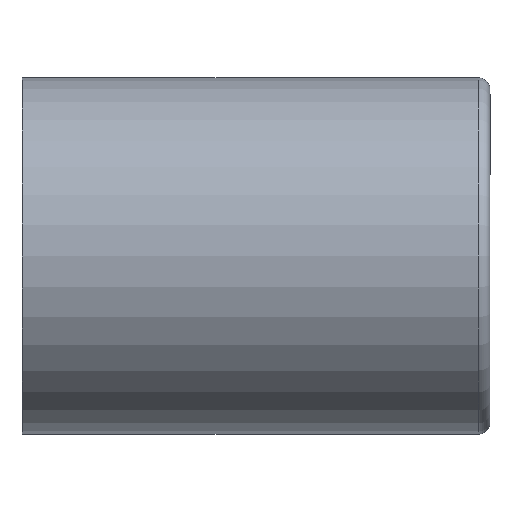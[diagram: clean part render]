
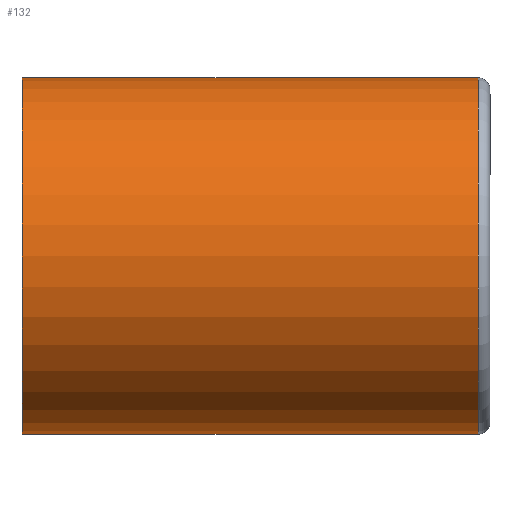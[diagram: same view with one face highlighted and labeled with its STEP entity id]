
A CAD part, front view. The second image highlights one B-rep face of the part: STEP entity #132.
In plain terms, the highlighted cylindrical face has radius 15 mm (diameter 30 mm), a partial arc.
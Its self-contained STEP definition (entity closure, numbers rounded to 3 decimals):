
#14 = VECTOR ( 'NONE', #143, 1000. ) ;
#31 = DIRECTION ( 'NONE',  ( 0., 0., 1. ) ) ;
#72 = CIRCLE ( 'NONE', #644, 15. ) ;
#80 = CARTESIAN_POINT ( 'NONE',  ( -9.05, 0., 0. ) ) ;
#83 = VECTOR ( 'NONE', #1104, 1000. ) ;
#100 = CARTESIAN_POINT ( 'NONE',  ( -36.499, 0., -15. ) ) ;
#125 = DIRECTION ( 'NONE',  ( 1., 0., 0. ) ) ;
#132 = ADVANCED_FACE ( 'NONE', ( #1478 ), #403, .T. ) ;
#143 = DIRECTION ( 'NONE',  ( -1., 0., 0. ) ) ;
#198 = EDGE_CURVE ( 'NONE', #983, #577, #302, .T. ) ;
#245 = ORIENTED_EDGE ( 'NONE', *, *, #708, .T. ) ;
#259 = AXIS2_PLACEMENT_3D ( 'NONE', #858, #1465, #31 ) ;
#302 = LINE ( 'NONE', #1368, #444 ) ;
#309 = CARTESIAN_POINT ( 'NONE',  ( 29.351, 0., -15. ) ) ;
#349 = VERTEX_POINT ( 'NONE', #309 ) ;
#402 = CARTESIAN_POINT ( 'NONE',  ( -9.05, 0., -15. ) ) ;
#403 = CYLINDRICAL_SURFACE ( 'NONE', #1196, 15. ) ;
#426 = CARTESIAN_POINT ( 'NONE',  ( 5.851, 0., -15. ) ) ;
#444 = VECTOR ( 'NONE', #756, 1000. ) ;
#577 = VERTEX_POINT ( 'NONE', #402 ) ;
#583 = ORIENTED_EDGE ( 'NONE', *, *, #995, .T. ) ;
#644 = AXIS2_PLACEMENT_3D ( 'NONE', #80, #1161, #775 ) ;
#674 = ORIENTED_EDGE ( 'NONE', *, *, #1069, .T. ) ;
#708 = EDGE_CURVE ( 'NONE', #931, #577, #72, .T. ) ;
#756 = DIRECTION ( 'NONE',  ( -1., 0., 0. ) ) ;
#766 = CARTESIAN_POINT ( 'NONE',  ( 5.851, 0., 15. ) ) ;
#775 = DIRECTION ( 'NONE',  ( 0., 0., -1. ) ) ;
#835 = CARTESIAN_POINT ( 'NONE',  ( -9.05, 0., 15. ) ) ;
#858 = CARTESIAN_POINT ( 'NONE',  ( 29.351, 0., 0. ) ) ;
#873 = CARTESIAN_POINT ( 'NONE',  ( -36.499, 0., 0. ) ) ;
#909 = LINE ( 'NONE', #1140, #83 ) ;
#918 = EDGE_CURVE ( 'NONE', #983, #349, #1174, .T. ) ;
#931 = VERTEX_POINT ( 'NONE', #835 ) ;
#938 = CIRCLE ( 'NONE', #259, 15. ) ;
#983 = VERTEX_POINT ( 'NONE', #426 ) ;
#995 = EDGE_CURVE ( 'NONE', #1232, #931, #909, .T. ) ;
#1029 = EDGE_CURVE ( 'NONE', #1484, #1232, #1458, .T. ) ;
#1069 = EDGE_CURVE ( 'NONE', #349, #1484, #938, .T. ) ;
#1104 = DIRECTION ( 'NONE',  ( -1., 0., 0. ) ) ;
#1132 = VECTOR ( 'NONE', #125, 1000. ) ;
#1140 = CARTESIAN_POINT ( 'NONE',  ( -36.499, 0., 15. ) ) ;
#1161 = DIRECTION ( 'NONE',  ( 1., 0., 0. ) ) ;
#1174 = LINE ( 'NONE', #100, #1132 ) ;
#1196 = AXIS2_PLACEMENT_3D ( 'NONE', #873, #1360, #1351 ) ;
#1214 = CARTESIAN_POINT ( 'NONE',  ( -36.499, 0., 15. ) ) ;
#1232 = VERTEX_POINT ( 'NONE', #766 ) ;
#1309 = CARTESIAN_POINT ( 'NONE',  ( 29.351, 0., 15. ) ) ;
#1310 = EDGE_LOOP ( 'NONE', ( #1330, #1499, #674, #1395, #583, #245 ) ) ;
#1330 = ORIENTED_EDGE ( 'NONE', *, *, #198, .F. ) ;
#1351 = DIRECTION ( 'NONE',  ( 0., 0., 1. ) ) ;
#1360 = DIRECTION ( 'NONE',  ( -1., 0., 0. ) ) ;
#1368 = CARTESIAN_POINT ( 'NONE',  ( -36.499, 0., -15. ) ) ;
#1395 = ORIENTED_EDGE ( 'NONE', *, *, #1029, .T. ) ;
#1458 = LINE ( 'NONE', #1214, #14 ) ;
#1465 = DIRECTION ( 'NONE',  ( -1., 0., 0. ) ) ;
#1478 = FACE_OUTER_BOUND ( 'NONE', #1310, .T. ) ;
#1484 = VERTEX_POINT ( 'NONE', #1309 ) ;
#1499 = ORIENTED_EDGE ( 'NONE', *, *, #918, .T. ) ;
